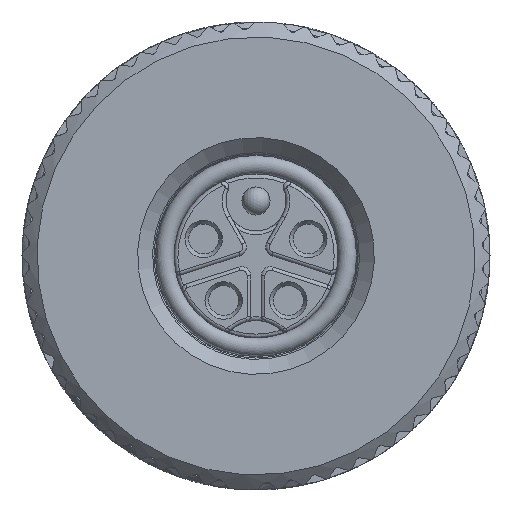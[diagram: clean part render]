
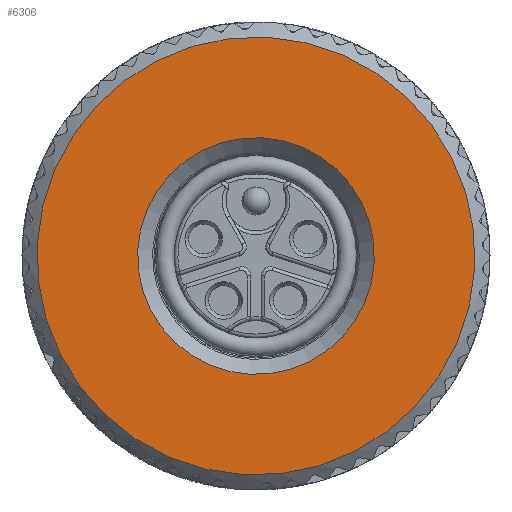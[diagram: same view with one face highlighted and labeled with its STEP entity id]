
A CAD part, front view. The second image highlights one B-rep face of the part: STEP entity #6306.
In plain terms, the highlighted planar face has unit normal (0, -1, 0).
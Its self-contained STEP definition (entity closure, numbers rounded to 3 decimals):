
#6306=ADVANCED_FACE('',(#7706,#7707),#7237,.F.);
#7237=PLANE('',#23427);
#7706=FACE_BOUND('',#8448,.T.);
#7707=FACE_BOUND('',#8449,.T.);
#8448=EDGE_LOOP('',(#12681));
#8449=EDGE_LOOP('',(#12682));
#12681=ORIENTED_EDGE('',*,*,#20090,.T.);
#12682=ORIENTED_EDGE('',*,*,#20084,.T.);
#17162=VERTEX_POINT('',#37725);
#17166=VERTEX_POINT('',#37754);
#20084=EDGE_CURVE('',#17162,#17162,#21938,.T.);
#20090=EDGE_CURVE('',#17166,#17166,#21942,.T.);
#21938=CIRCLE('',#23416,6.325);
#21942=CIRCLE('',#23421,11.7);
#23416=AXIS2_PLACEMENT_3D('',#37724,#27275,#27276);
#23421=AXIS2_PLACEMENT_3D('',#37753,#27285,#27286);
#23427=AXIS2_PLACEMENT_3D('',#37762,#27297,#27298);
#27275=DIRECTION('',(0.,1.,0.));
#27276=DIRECTION('',(-0.998,0.,0.056));
#27285=DIRECTION('',(0.,-1.,0.));
#27286=DIRECTION('',(-0.998,0.,0.056));
#27297=DIRECTION('',(0.,1.,0.));
#27298=DIRECTION('',(-0.998,0.,0.056));
#37724=CARTESIAN_POINT('',(-76.95,-33.875,0.));
#37725=CARTESIAN_POINT('',(-83.265,-33.875,0.354));
#37753=CARTESIAN_POINT('',(-76.95,-33.875,0.));
#37754=CARTESIAN_POINT('',(-88.632,-33.875,0.655));
#37762=CARTESIAN_POINT('',(-64.47,-33.875,-0.7));
